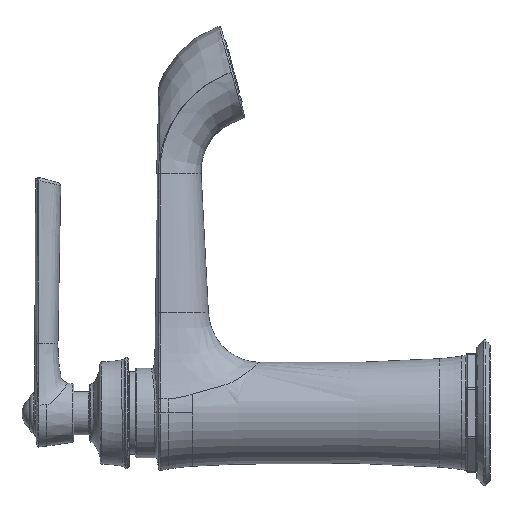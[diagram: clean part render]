
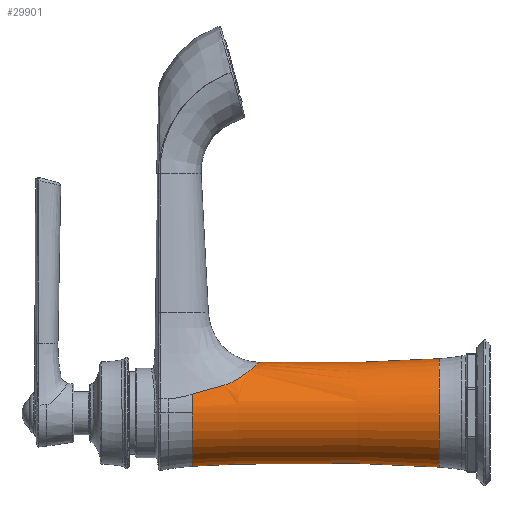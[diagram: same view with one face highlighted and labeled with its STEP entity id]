
A CAD part, left-side view. The second image highlights one B-rep face of the part: STEP entity #29901.
In plain terms, the highlighted toroidal (fillet/blend) face has major radius 769 mm and minor radius 750 mm.
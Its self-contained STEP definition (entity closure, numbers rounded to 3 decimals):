
#89=B_SPLINE_CURVE_WITH_KNOTS('',3,(#53139,#53140,#53141,#53142,#53143,
#53144,#53145,#53146),.UNSPECIFIED.,.F.,.F.,(4,1,1,1,1,4),(-0.872,-0.84,
-0.808,-0.778,-0.776,-0.744),.UNSPECIFIED.);
#90=B_SPLINE_CURVE_WITH_KNOTS('',3,(#53148,#53149,#53150,#53151,#53152,
#53153,#53154,#53155,#53156,#53157,#53158,#53159,#53160,#53161,#53162,#53163,
#53164,#53165,#53166),.UNSPECIFIED.,.F.,.F.,(4,1,1,1,1,1,1,1,1,1,1,1,1,
1,1,1,4),(-0.744,-0.728,-0.713,-0.698,-0.683,-0.667,
-0.652,-0.622,-0.591,-0.583,-0.561,-0.556,
-0.546,-0.53,-0.515,-0.505,-0.5),
 .UNSPECIFIED.);
#91=B_SPLINE_CURVE_WITH_KNOTS('',3,(#53168,#53169,#53170,#53171,#53172,
#53173,#53174,#53175,#53176,#53177,#53178,#53179,#53180,#53181,#53182,#53183,
#53184,#53185,#53186),.UNSPECIFIED.,.F.,.F.,(4,1,1,1,1,1,1,1,1,1,1,1,1,
1,1,1,4),(-0.744,-0.728,-0.713,-0.698,-0.683,-0.667,
-0.652,-0.622,-0.591,-0.583,-0.561,-0.556,
-0.546,-0.53,-0.515,-0.505,-0.5),
 .UNSPECIFIED.);
#92=B_SPLINE_CURVE_WITH_KNOTS('',3,(#53188,#53189,#53190,#53191,#53192,
#53193,#53194,#53195),.UNSPECIFIED.,.F.,.F.,(4,1,1,1,1,4),(-0.872,-0.84,
-0.808,-0.778,-0.776,-0.744),.UNSPECIFIED.);
#213=TOROIDAL_SURFACE('',#31903,769.,750.);
#9220=FACE_OUTER_BOUND('',#10969,.T.);
#10969=EDGE_LOOP('',(#27096,#27097,#27098,#27099,#27100,#27101,#27102,#27103,
#27104,#27105,#27106));
#11573=CIRCLE('',#31889,20.641);
#11574=CIRCLE('',#31890,20.641);
#11584=CIRCLE('',#31904,20.314);
#11585=CIRCLE('',#31905,750.);
#11586=CIRCLE('',#31906,20.314);
#11587=CIRCLE('',#31907,20.314);
#14366=VERTEX_POINT('',#52980);
#14367=VERTEX_POINT('',#52981);
#14374=VERTEX_POINT('',#53132);
#14375=VERTEX_POINT('',#53133);
#14376=VERTEX_POINT('',#53136);
#14377=VERTEX_POINT('',#53138);
#14378=VERTEX_POINT('',#53147);
#14379=VERTEX_POINT('',#53167);
#14380=VERTEX_POINT('',#53187);
#18611=EDGE_CURVE('',#14366,#14367,#11573,.T.);
#18612=EDGE_CURVE('',#14367,#14366,#11574,.T.);
#18624=EDGE_CURVE('',#14374,#14375,#11584,.T.);
#18625=EDGE_CURVE('',#14375,#14367,#11585,.T.);
#18626=EDGE_CURVE('',#14375,#14376,#11586,.T.);
#18627=EDGE_CURVE('',#14376,#14377,#89,.T.);
#18628=EDGE_CURVE('',#14377,#14378,#90,.T.);
#18629=EDGE_CURVE('',#14379,#14378,#91,.T.);
#18630=EDGE_CURVE('',#14380,#14379,#92,.T.);
#18631=EDGE_CURVE('',#14380,#14374,#11587,.T.);
#27096=ORIENTED_EDGE('',*,*,#18624,.T.);
#27097=ORIENTED_EDGE('',*,*,#18625,.T.);
#27098=ORIENTED_EDGE('',*,*,#18612,.T.);
#27099=ORIENTED_EDGE('',*,*,#18611,.T.);
#27100=ORIENTED_EDGE('',*,*,#18625,.F.);
#27101=ORIENTED_EDGE('',*,*,#18626,.T.);
#27102=ORIENTED_EDGE('',*,*,#18627,.T.);
#27103=ORIENTED_EDGE('',*,*,#18628,.T.);
#27104=ORIENTED_EDGE('',*,*,#18629,.F.);
#27105=ORIENTED_EDGE('',*,*,#18630,.F.);
#27106=ORIENTED_EDGE('',*,*,#18631,.T.);
#29901=ADVANCED_FACE('',(#9220),#213,.F.);
#31889=AXIS2_PLACEMENT_3D('',#52982,#39380,#39381);
#31890=AXIS2_PLACEMENT_3D('',#52983,#39382,#39383);
#31903=AXIS2_PLACEMENT_3D('',#53131,#39409,#39410);
#31904=AXIS2_PLACEMENT_3D('',#53134,#39411,#39412);
#31905=AXIS2_PLACEMENT_3D('',#53135,#39413,#39414);
#31906=AXIS2_PLACEMENT_3D('',#53137,#39415,#39416);
#31907=AXIS2_PLACEMENT_3D('',#53196,#39417,#39418);
#39380=DIRECTION('center_axis',(0.,1.,0.));
#39381=DIRECTION('ref_axis',(-1.,0.,0.));
#39382=DIRECTION('center_axis',(0.,1.,0.));
#39383=DIRECTION('ref_axis',(-1.,0.,0.));
#39409=DIRECTION('center_axis',(0.,1.,0.));
#39410=DIRECTION('ref_axis',(-1.,0.,0.));
#39411=DIRECTION('center_axis',(0.,-1.,0.));
#39412=DIRECTION('ref_axis',(-1.,0.,0.));
#39413=DIRECTION('center_axis',(0.,0.,
1.));
#39414=DIRECTION('ref_axis',(1.,0.,0.));
#39415=DIRECTION('center_axis',(0.,-1.,0.));
#39416=DIRECTION('ref_axis',(1.,0.,0.));
#39417=DIRECTION('center_axis',(0.,-1.,0.));
#39418=DIRECTION('ref_axis',(-0.935,0.,0.353));
#52980=CARTESIAN_POINT('',(-20.641,10.407,0.));
#52981=CARTESIAN_POINT('',(20.641,10.407,0.));
#52982=CARTESIAN_POINT('Origin',(0.,10.407,
0.));
#52983=CARTESIAN_POINT('Origin',(0.,10.407,
0.));
#53131=CARTESIAN_POINT('Origin',(0.,60.,
0.));
#53132=CARTESIAN_POINT('',(-20.314,104.379,0.));
#53133=CARTESIAN_POINT('',(20.314,104.379,0.));
#53134=CARTESIAN_POINT('Origin',(0.,104.379,
0.));
#53135=CARTESIAN_POINT('Origin',(769.,60.,0.));
#53136=CARTESIAN_POINT('',(19.004,104.379,7.178));
#53137=CARTESIAN_POINT('Origin',(0.,104.379,
0.));
#53138=CARTESIAN_POINT('',(16.661,92.379,10.511));
#53139=CARTESIAN_POINT('Ctrl Pts',(19.004,104.379,7.178));
#53140=CARTESIAN_POINT('Ctrl Pts',(18.816,103.38,7.507));
#53141=CARTESIAN_POINT('Ctrl Pts',(18.439,101.388,8.126));
#53142=CARTESIAN_POINT('Ctrl Pts',(17.874,98.469,8.957));
#53143=CARTESIAN_POINT('Ctrl Pts',(17.481,96.473,9.486));
#53144=CARTESIAN_POINT('Ctrl Pts',(17.082,94.468,10.001));
#53145=CARTESIAN_POINT('Ctrl Pts',(16.867,93.395,10.266));
#53146=CARTESIAN_POINT('Ctrl Pts',(16.661,92.379,10.511));
#53147=CARTESIAN_POINT('',(0.,78.757,19.235));
#53148=CARTESIAN_POINT('Ctrl Pts',(16.661,92.379,10.511));
#53149=CARTESIAN_POINT('Ctrl Pts',(16.563,91.898,10.626));
#53150=CARTESIAN_POINT('Ctrl Pts',(16.329,90.957,10.917));
#53151=CARTESIAN_POINT('Ctrl Pts',(15.87,89.61,11.484));
#53152=CARTESIAN_POINT('Ctrl Pts',(15.315,88.335,12.138));
#53153=CARTESIAN_POINT('Ctrl Pts',(14.666,87.125,12.85));
#53154=CARTESIAN_POINT('Ctrl Pts',(13.927,85.976,13.591));
#53155=CARTESIAN_POINT('Ctrl Pts',(12.82,84.527,14.597));
#53156=CARTESIAN_POINT('Ctrl Pts',(11.206,82.871,15.842));
#53157=CARTESIAN_POINT('Ctrl Pts',(9.461,81.588,16.869));
#53158=CARTESIAN_POINT('Ctrl Pts',(7.763,80.607,17.672));
#53159=CARTESIAN_POINT('Ctrl Pts',(6.695,80.107,18.089));
#53160=CARTESIAN_POINT('Ctrl Pts',(5.51,79.668,18.458));
#53161=CARTESIAN_POINT('Ctrl Pts',(4.527,79.354,18.724));
#53162=CARTESIAN_POINT('Ctrl Pts',(3.177,79.032,18.999));
#53163=CARTESIAN_POINT('Ctrl Pts',(1.776,78.832,19.17));
#53164=CARTESIAN_POINT('Ctrl Pts',(0.712,78.766,19.227));
#53165=CARTESIAN_POINT('Ctrl Pts',(0.178,78.757,19.235));
#53166=CARTESIAN_POINT('Ctrl Pts',(0.,78.757,19.235));
#53167=CARTESIAN_POINT('',(-16.661,92.379,10.511));
#53168=CARTESIAN_POINT('Ctrl Pts',(-16.661,92.379,10.511));
#53169=CARTESIAN_POINT('Ctrl Pts',(-16.563,91.898,10.626));
#53170=CARTESIAN_POINT('Ctrl Pts',(-16.329,90.957,10.917));
#53171=CARTESIAN_POINT('Ctrl Pts',(-15.87,89.61,11.484));
#53172=CARTESIAN_POINT('Ctrl Pts',(-15.315,88.335,12.138));
#53173=CARTESIAN_POINT('Ctrl Pts',(-14.666,87.125,12.85));
#53174=CARTESIAN_POINT('Ctrl Pts',(-13.927,85.976,13.591));
#53175=CARTESIAN_POINT('Ctrl Pts',(-12.82,84.527,14.597));
#53176=CARTESIAN_POINT('Ctrl Pts',(-11.206,82.871,15.842));
#53177=CARTESIAN_POINT('Ctrl Pts',(-9.461,81.588,16.869));
#53178=CARTESIAN_POINT('Ctrl Pts',(-7.763,80.607,17.672));
#53179=CARTESIAN_POINT('Ctrl Pts',(-6.695,80.107,18.089));
#53180=CARTESIAN_POINT('Ctrl Pts',(-5.51,79.668,18.458));
#53181=CARTESIAN_POINT('Ctrl Pts',(-4.527,79.354,18.724));
#53182=CARTESIAN_POINT('Ctrl Pts',(-3.177,79.032,18.999));
#53183=CARTESIAN_POINT('Ctrl Pts',(-1.776,78.832,19.17));
#53184=CARTESIAN_POINT('Ctrl Pts',(-0.712,78.766,19.227));
#53185=CARTESIAN_POINT('Ctrl Pts',(-0.178,78.757,19.235));
#53186=CARTESIAN_POINT('Ctrl Pts',(0.,78.757,19.235));
#53187=CARTESIAN_POINT('',(-19.004,104.379,7.178));
#53188=CARTESIAN_POINT('Ctrl Pts',(-19.004,104.379,7.178));
#53189=CARTESIAN_POINT('Ctrl Pts',(-18.816,103.38,7.507));
#53190=CARTESIAN_POINT('Ctrl Pts',(-18.439,101.388,8.126));
#53191=CARTESIAN_POINT('Ctrl Pts',(-17.874,98.469,8.957));
#53192=CARTESIAN_POINT('Ctrl Pts',(-17.481,96.473,9.486));
#53193=CARTESIAN_POINT('Ctrl Pts',(-17.082,94.468,10.001));
#53194=CARTESIAN_POINT('Ctrl Pts',(-16.867,93.395,10.266));
#53195=CARTESIAN_POINT('Ctrl Pts',(-16.661,92.379,10.511));
#53196=CARTESIAN_POINT('Origin',(0.,104.379,
0.));
